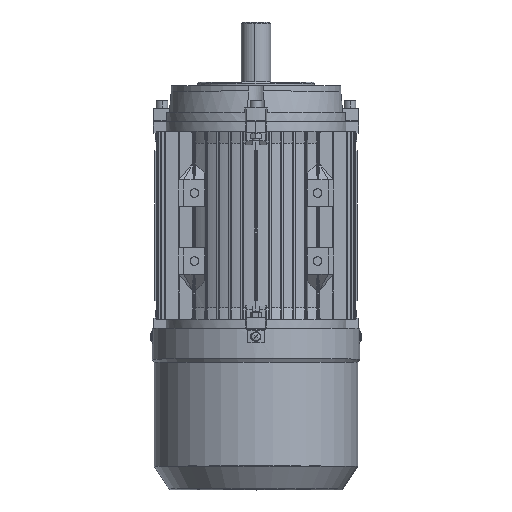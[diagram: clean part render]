
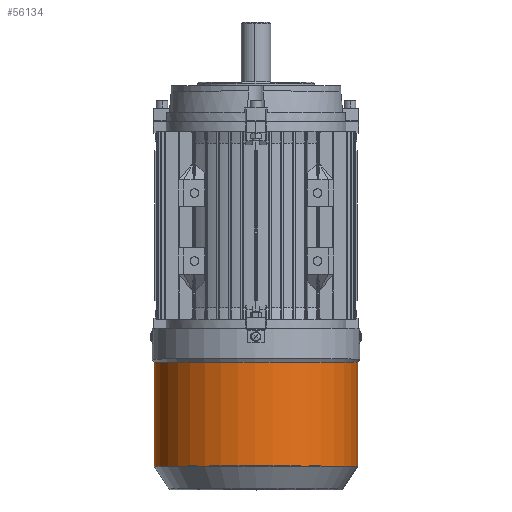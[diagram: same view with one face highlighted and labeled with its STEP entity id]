
A CAD part, top view. The second image highlights one B-rep face of the part: STEP entity #56134.
In plain terms, the highlighted cylindrical face has radius 95.75 mm (diameter 191.5 mm), a partial arc.
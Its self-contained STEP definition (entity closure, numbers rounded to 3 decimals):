
#44276 = DIRECTION ( 'NONE',  ( 0., 0., -1. ) ) ;
#44277 = DIRECTION ( 'NONE',  ( 1., 0., 0. ) ) ;
#44278 = CARTESIAN_POINT ( 'NONE',  ( 0., 0., 0. ) ) ;
#44279 = AXIS2_PLACEMENT_3D ( 'NONE', #44278, #44277, #44276 ) ;
#44280 = CYLINDRICAL_SURFACE ( 'NONE', #44279, 95.75 ) ;
#44282 = FACE_OUTER_BOUND ( 'NONE', #56159, .T. ) ;
#44287 = CARTESIAN_POINT ( 'NONE',  ( -20.246, 0., 95.75 ) ) ;
#44288 = DIRECTION ( 'NONE',  ( 0., 0., -1. ) ) ;
#44289 = DIRECTION ( 'NONE',  ( 1., 0., 0. ) ) ;
#44290 = CARTESIAN_POINT ( 'NONE',  ( -20.246, 0., 0. ) ) ;
#44291 = AXIS2_PLACEMENT_3D ( 'NONE', #44290, #44289, #44288 ) ;
#44292 = CIRCLE ( 'NONE', #44291, 95.75 ) ;
#44293 = CARTESIAN_POINT ( 'NONE',  ( -20.246, 0., -95.75 ) ) ;
#44352 = DIRECTION ( 'NONE',  ( 1., 0., 0. ) ) ;
#44353 = VECTOR ( 'NONE', #44352, 1000. ) ;
#44354 = CARTESIAN_POINT ( 'NONE',  ( 0., 0., -95.75 ) ) ;
#44355 = LINE ( 'NONE', #44354, #44353 ) ;
#44356 = DIRECTION ( 'NONE',  ( 1., 0., 0. ) ) ;
#44357 = VECTOR ( 'NONE', #44356, 1000. ) ;
#44358 = CARTESIAN_POINT ( 'NONE',  ( 0., 0., 95.75 ) ) ;
#44359 = LINE ( 'NONE', #44358, #44357 ) ;
#44360 = CARTESIAN_POINT ( 'NONE',  ( -117.92, 0., 95.75 ) ) ;
#44361 = CARTESIAN_POINT ( 'NONE',  ( -117.92, 0., -95.75 ) ) ;
#44362 = DIRECTION ( 'NONE',  ( 0., 0., -1. ) ) ;
#44363 = DIRECTION ( 'NONE',  ( 1., 0., 0. ) ) ;
#44364 = CARTESIAN_POINT ( 'NONE',  ( -117.92, 0., 0. ) ) ;
#44365 = AXIS2_PLACEMENT_3D ( 'NONE', #44364, #44363, #44362 ) ;
#44366 = CIRCLE ( 'NONE', #44365, 95.75 ) ;
#56123 = VERTEX_POINT ( 'NONE', #44293 ) ;
#56127 = EDGE_CURVE ( 'NONE', #56123, #56130, #44292, .T. ) ;
#56130 = VERTEX_POINT ( 'NONE', #44287 ) ;
#56134 = ADVANCED_FACE ( 'NONE', ( #44282 ), #44280, .T. ) ;
#56159 = EDGE_LOOP ( 'NONE', ( #56160, #56164, #56167, #56169 ) ) ;
#56160 = ORIENTED_EDGE ( 'NONE', *, *, #56161, .T. ) ;
#56161 = EDGE_CURVE ( 'NONE', #56162, #56163, #44366, .T. ) ;
#56162 = VERTEX_POINT ( 'NONE', #44361 ) ;
#56163 = VERTEX_POINT ( 'NONE', #44360 ) ;
#56164 = ORIENTED_EDGE ( 'NONE', *, *, #56165, .T. ) ;
#56165 = EDGE_CURVE ( 'NONE', #56163, #56130, #44359, .T. ) ;
#56167 = ORIENTED_EDGE ( 'NONE', *, *, #56127, .F. ) ;
#56169 = ORIENTED_EDGE ( 'NONE', *, *, #56171, .F. ) ;
#56171 = EDGE_CURVE ( 'NONE', #56162, #56123, #44355, .T. ) ;
